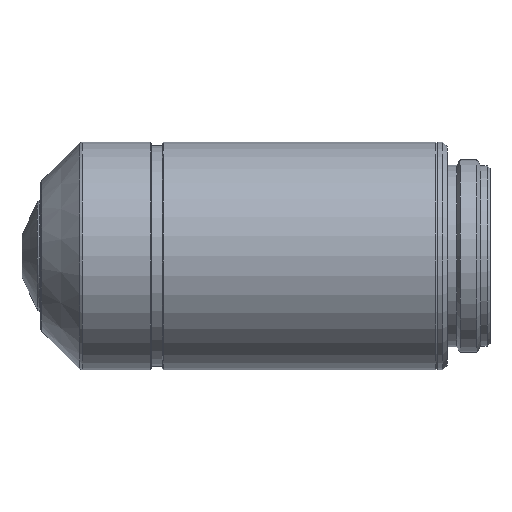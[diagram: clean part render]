
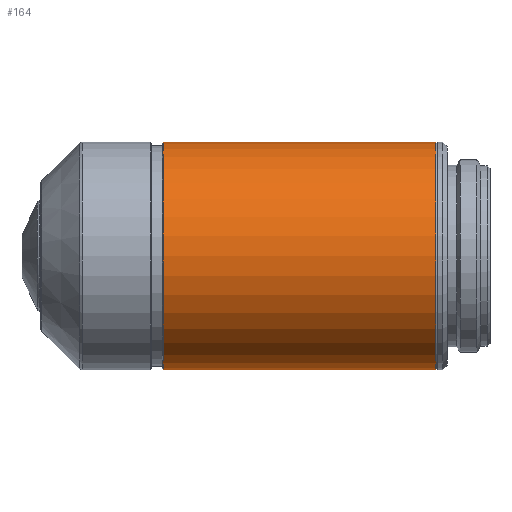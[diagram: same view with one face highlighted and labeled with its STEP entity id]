
A CAD part, top view. The second image highlights one B-rep face of the part: STEP entity #164.
In plain terms, the highlighted cylindrical face has radius 12 mm (diameter 24 mm), a partial arc.
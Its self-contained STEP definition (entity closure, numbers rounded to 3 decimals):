
#11 = DIRECTION ( 'NONE',  ( 0., -1., 0. ) ) ;
#66 = EDGE_CURVE ( 'NONE', #356, #812, #1094, .T. ) ;
#89 = VECTOR ( 'NONE', #271, 1000. ) ;
#101 = CARTESIAN_POINT ( 'NONE',  ( 15.1, 0., 0. ) ) ;
#138 = CIRCLE ( 'NONE', #542, 12. ) ;
#164 = ADVANCED_FACE ( 'NONE', ( #1085 ), #505, .T. ) ;
#182 = VECTOR ( 'NONE', #994, 1000. ) ;
#196 = CIRCLE ( 'NONE', #1131, 12. ) ;
#220 = CARTESIAN_POINT ( 'NONE',  ( 29.45, 12., 0. ) ) ;
#250 = VERTEX_POINT ( 'NONE', #431 ) ;
#271 = DIRECTION ( 'NONE',  ( 1., 0., 0. ) ) ;
#306 = EDGE_CURVE ( 'NONE', #1203, #250, #683, .T. ) ;
#325 = CARTESIAN_POINT ( 'NONE',  ( 15.1, -12., 0. ) ) ;
#356 = VERTEX_POINT ( 'NONE', #865 ) ;
#429 = EDGE_LOOP ( 'NONE', ( #1029, #552, #937, #1147 ) ) ;
#431 = CARTESIAN_POINT ( 'NONE',  ( 43.8, -12., 0. ) ) ;
#505 = CYLINDRICAL_SURFACE ( 'NONE', #648, 12. ) ;
#542 = AXIS2_PLACEMENT_3D ( 'NONE', #1105, #790, #903 ) ;
#552 = ORIENTED_EDGE ( 'NONE', *, *, #66, .F. ) ;
#575 = CARTESIAN_POINT ( 'NONE',  ( 29.45, -12., 0. ) ) ;
#648 = AXIS2_PLACEMENT_3D ( 'NONE', #1099, #891, #11 ) ;
#683 = LINE ( 'NONE', #575, #89 ) ;
#694 = CARTESIAN_POINT ( 'NONE',  ( 43.8, 12., 0. ) ) ;
#716 = EDGE_CURVE ( 'NONE', #356, #1203, #196, .T. ) ;
#770 = DIRECTION ( 'NONE',  ( 1., 0., 0. ) ) ;
#790 = DIRECTION ( 'NONE',  ( 1., 0., 0. ) ) ;
#812 = VERTEX_POINT ( 'NONE', #694 ) ;
#865 = CARTESIAN_POINT ( 'NONE',  ( 15.1, 12., 0. ) ) ;
#891 = DIRECTION ( 'NONE',  ( 1., 0., 0. ) ) ;
#903 = DIRECTION ( 'NONE',  ( 0., 1., 0. ) ) ;
#937 = ORIENTED_EDGE ( 'NONE', *, *, #716, .T. ) ;
#994 = DIRECTION ( 'NONE',  ( 1., 0., 0. ) ) ;
#1029 = ORIENTED_EDGE ( 'NONE', *, *, #1263, .F. ) ;
#1085 = FACE_OUTER_BOUND ( 'NONE', #429, .T. ) ;
#1094 = LINE ( 'NONE', #220, #182 ) ;
#1099 = CARTESIAN_POINT ( 'NONE',  ( 29.45, 0., 0. ) ) ;
#1105 = CARTESIAN_POINT ( 'NONE',  ( 43.8, 0., 0. ) ) ;
#1131 = AXIS2_PLACEMENT_3D ( 'NONE', #101, #770, #1262 ) ;
#1147 = ORIENTED_EDGE ( 'NONE', *, *, #306, .T. ) ;
#1203 = VERTEX_POINT ( 'NONE', #325 ) ;
#1262 = DIRECTION ( 'NONE',  ( 0., 1., 0. ) ) ;
#1263 = EDGE_CURVE ( 'NONE', #812, #250, #138, .T. ) ;
